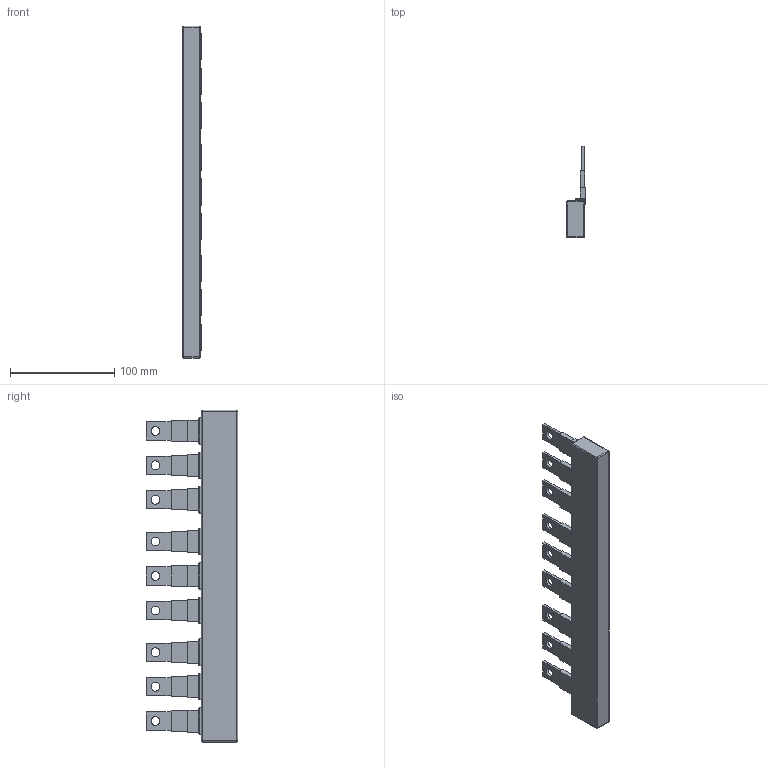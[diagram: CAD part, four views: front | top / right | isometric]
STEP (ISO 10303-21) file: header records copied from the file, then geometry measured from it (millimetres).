
FILE_DESCRIPTION((''),'2;1');
FILE_NAME('ASM0002_ASM','2023-10-09T09:16:40',('klemen.sitar'),('Audax d.o.o.'),'CREO PARAMETRIC BY PTC INC, 2021304','CREO PARAMETRIC BY PTC INC, 2021304','');
FILE_SCHEMA(('AP242_MANAGED_MODEL_BASED_3D_ENGINEERING_MIM_LF { 1 0 10303 442 1 1 4 }'));
Length unit declared in the file: millimetre
Products named in the file (3): PRT0004; PRT0006; ASM0002_ASM
Assembly tree (2 placements, depth 2):
  ASM0002_ASM
    PRT0004
    PRT0006
Bounding box: 18.16 x 87.5 x 318 mm (x, y, z)
Volume: 225763.1 mm3; surface area: 56037.4 mm2
Topology: 10 solids, 10 shells, 368 faces, 885 edges, 546 vertices
Faces by surface type: plane 204, cylinder 120, sphere 44
Entity records: 16204 total; most frequent: CARTESIAN_POINT 2000, DIRECTION 1853, ORIENTED_EDGE 1770, PRESENTATION_STYLE_ASSIGNMENT 1263, STYLED_ITEM 1263, CURVE_STYLE 885, EDGE_CURVE 885, VECTOR 627
